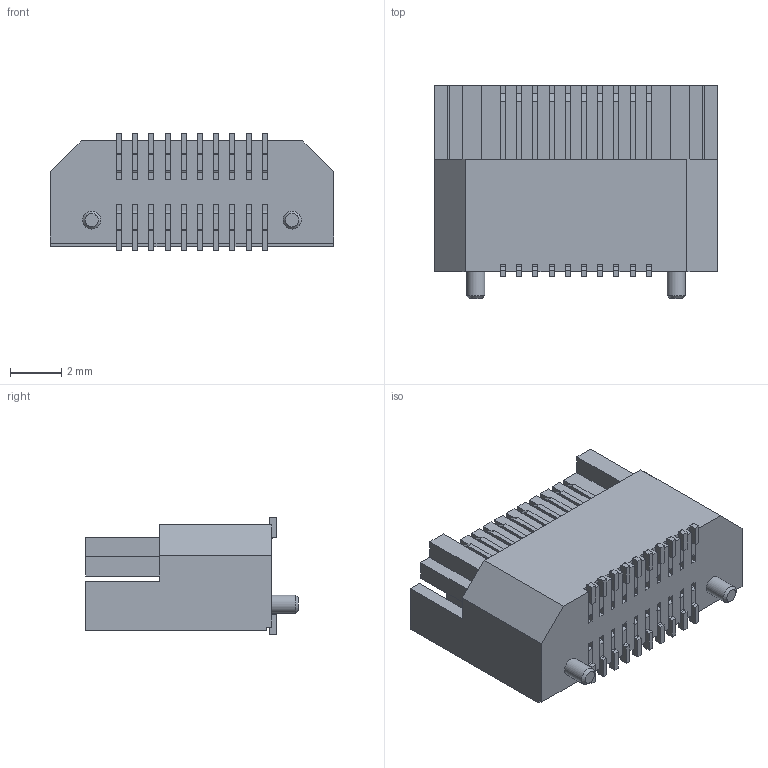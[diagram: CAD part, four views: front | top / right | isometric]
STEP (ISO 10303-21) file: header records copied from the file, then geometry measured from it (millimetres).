
FILE_DESCRIPTION( ( 'STEP AP214' ), '1' );
FILE_NAME( 'LSS-110-02-L-DV-A-TR.stp', '2018-07-25T11:29:31', ( '' ), ( '' ), ' ', 'PARTsolutions', ' ' );
FILE_SCHEMA( ( 'AUTOMOTIVE_DESIGN { 1 0 10303 214 1 1 1 1 }' ) );
Length unit declared in the file: millimetre
Products named in the file (3): LSS-110-02-L-DV-A-TR; _LSS-10-02-A-_socket; _C-185-10-02
Assembly tree (2 placements, depth 2):
  LSS-110-02-L-DV-A-TR
    _LSS-10-02-A-_socket
    _C-185-10-02
Bounding box: 11.1 x 8.34 x 4.6 mm (x, y, z)
Volume: 276.3 mm3; surface area: 879.7 mm2
Topology: 2 solids, 2 shells, 681 faces, 2022 edges, 1308 vertices
Faces by surface type: plane 577, cylinder 102, cone 2
Full cylindrical faces by diameter (mm): 0.71 x2
Entity records: 27906 total; most frequent: ORIENTED_EDGE 4032, CARTESIAN_POINT 4006, DIRECTION 3590, EDGE_CURVE 2016, LINE 1810, VECTOR 1810, VERTEX_POINT 1306, AXIS2_PLACEMENT_3D 890
